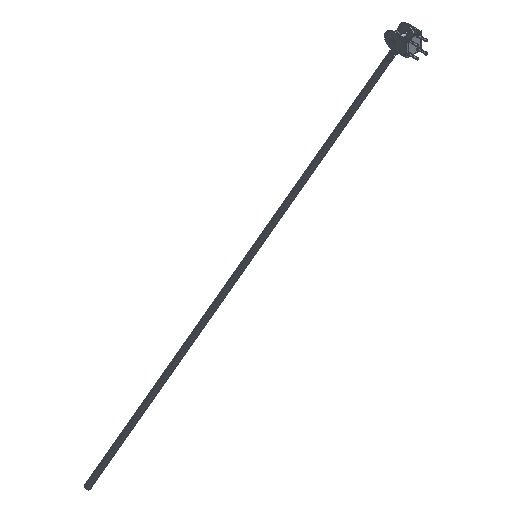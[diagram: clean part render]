
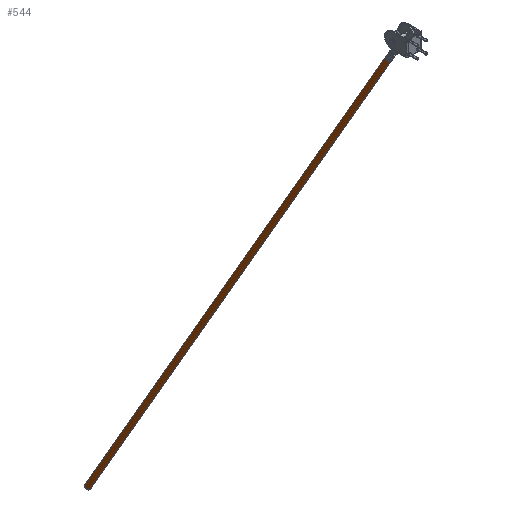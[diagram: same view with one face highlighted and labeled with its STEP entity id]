
A CAD part, isometric view. The second image highlights one B-rep face of the part: STEP entity #544.
In plain terms, the highlighted cylindrical face has radius 13.6 mm (diameter 27.2 mm), a partial arc.
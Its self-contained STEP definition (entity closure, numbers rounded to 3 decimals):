
#544=ADVANCED_FACE('',(#782),#2268,.T.);
#782=FACE_OUTER_BOUND('',#1040,.F.);
#1040=EDGE_LOOP('',(#1899,#1900,#1901,#1902));
#1899=ORIENTED_EDGE('',*,*,#3212,.T.);
#1900=ORIENTED_EDGE('',*,*,#3217,.F.);
#1901=ORIENTED_EDGE('',*,*,#3213,.T.);
#1902=ORIENTED_EDGE('',*,*,#3216,.T.);
#2268=CYLINDRICAL_SURFACE('',#4256,13.6);
#2476=LINE('',#6770,#2738);
#2477=LINE('',#6771,#2739);
#2738=VECTOR('',#5216,3150.);
#2739=VECTOR('',#5217,3150.);
#3212=EDGE_CURVE('',#3831,#3830,#3512,.T.);
#3213=EDGE_CURVE('',#3829,#3828,#3513,.T.);
#3216=EDGE_CURVE('',#3828,#3831,#2476,.T.);
#3217=EDGE_CURVE('',#3829,#3830,#2477,.T.);
#3512=CIRCLE('',#4249,13.6);
#3513=CIRCLE('',#4250,13.6);
#3828=VERTEX_POINT('',#6756);
#3829=VERTEX_POINT('',#6757);
#3830=VERTEX_POINT('',#6758);
#3831=VERTEX_POINT('',#6759);
#4249=AXIS2_PLACEMENT_3D('',#6766,#5210,#5211);
#4250=AXIS2_PLACEMENT_3D('',#6767,#5212,#5213);
#4256=AXIS2_PLACEMENT_3D('',#6777,#5228,#5229);
#5210=DIRECTION('',(0.,0.5,-0.866));
#5211=DIRECTION('',(0.,-0.866,-0.5));
#5212=DIRECTION('',(0.,-0.5,0.866));
#5213=DIRECTION('',(0.,0.866,0.5));
#5216=DIRECTION('',(0.,0.5,-0.866));
#5217=DIRECTION('',(0.,0.5,-0.866));
#5228=DIRECTION('',(0.,0.5,-0.866));
#5229=DIRECTION('',(0.,-0.866,-0.5));
#6756=CARTESIAN_POINT('',(153.602,3107.443,1537.286));
#6757=CARTESIAN_POINT('',(153.602,3130.999,1550.886));
#6758=CARTESIAN_POINT('',(153.602,4705.999,-1177.094));
#6759=CARTESIAN_POINT('',(153.602,4682.443,-1190.694));
#6766=CARTESIAN_POINT('',(153.602,4694.221,-1183.894));
#6767=CARTESIAN_POINT('',(153.602,3119.221,1544.086));
#6770=CARTESIAN_POINT('',(153.602,3107.443,1537.286));
#6771=CARTESIAN_POINT('',(153.602,3130.999,1550.886));
#6777=CARTESIAN_POINT('',(153.602,3119.221,1544.086));
